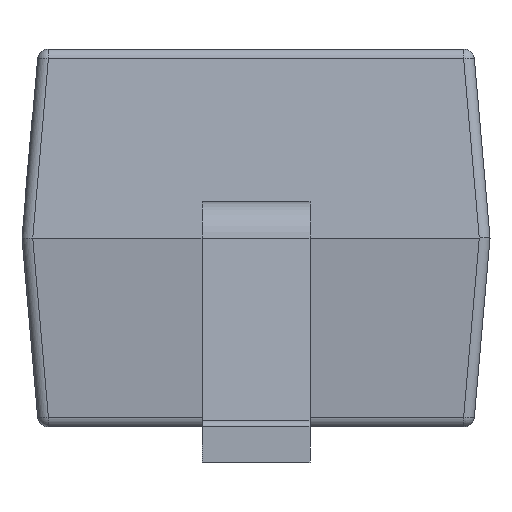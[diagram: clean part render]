
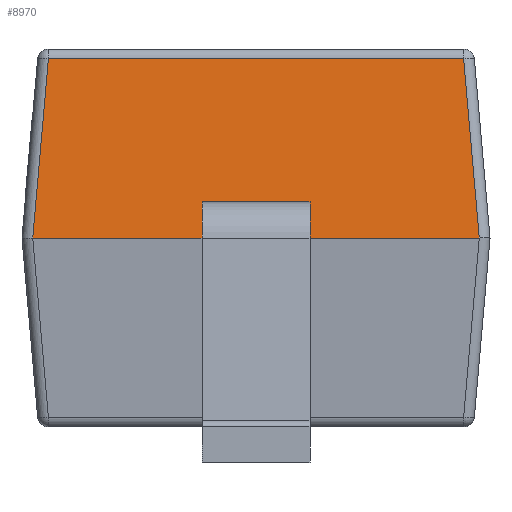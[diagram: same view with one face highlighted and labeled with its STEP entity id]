
A CAD part, left-side view. The second image highlights one B-rep face of the part: STEP entity #8970.
In plain terms, the highlighted planar face has unit normal (-0.996, 0, 0.087).
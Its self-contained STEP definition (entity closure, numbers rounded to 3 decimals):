
#229 = CARTESIAN_POINT ( 'NONE',  ( -0.89, 0.65, 0. ) ) ;
#378 = CARTESIAN_POINT ( 'NONE',  ( -0.88, -0.611, 0.109 ) ) ;
#516 = DIRECTION ( 'NONE',  ( 0.087, 0., 0.996 ) ) ;
#621 = VECTOR ( 'NONE', #4376, 1000. ) ;
#1281 = LINE ( 'NONE', #6688, #2117 ) ;
#1506 = CARTESIAN_POINT ( 'NONE',  ( -0.846, 0.604, 0.498 ) ) ;
#1692 = DIRECTION ( 'NONE',  ( -0.996, 0., 0.087 ) ) ;
#1723 = DIRECTION ( 'NONE',  ( 0.087, 0., 0.996 ) ) ;
#2117 = VECTOR ( 'NONE', #516, 1000. ) ;
#2197 = LINE ( 'NONE', #8697, #8136 ) ;
#2361 = VERTEX_POINT ( 'NONE', #6530 ) ;
#2861 = ORIENTED_EDGE ( 'NONE', *, *, #11110, .T. ) ;
#3232 = CARTESIAN_POINT ( 'NONE',  ( -0.89, 0.65, 0. ) ) ;
#3464 = LINE ( 'NONE', #378, #10115 ) ;
#3821 = DIRECTION ( 'NONE',  ( 0.087, 0., 0.996 ) ) ;
#3890 = CARTESIAN_POINT ( 'NONE',  ( -0.89, 0.65, 0. ) ) ;
#3994 = CARTESIAN_POINT ( 'NONE',  ( -0.89, 0.15, 0. ) ) ;
#4161 = ORIENTED_EDGE ( 'NONE', *, *, #4734, .T. ) ;
#4376 = DIRECTION ( 'NONE',  ( 0., -1., 0. ) ) ;
#4734 = EDGE_CURVE ( 'NONE', #7983, #2361, #12966, .T. ) ;
#5109 = CARTESIAN_POINT ( 'NONE',  ( -0.89, 0.62, 0. ) ) ;
#5422 = EDGE_CURVE ( 'NONE', #2361, #5615, #7335, .T. ) ;
#5615 = VERTEX_POINT ( 'NONE', #5109 ) ;
#5723 = VERTEX_POINT ( 'NONE', #9600 ) ;
#5815 = DIRECTION ( 'NONE',  ( 0., 1., 0. ) ) ;
#6259 = LINE ( 'NONE', #3232, #10770 ) ;
#6285 = VERTEX_POINT ( 'NONE', #6917 ) ;
#6461 = DIRECTION ( 'NONE',  ( 0., -1., 0. ) ) ;
#6501 = DIRECTION ( 'NONE',  ( 0., -1., 0. ) ) ;
#6530 = CARTESIAN_POINT ( 'NONE',  ( -0.846, 0.577, 0.498 ) ) ;
#6683 = CARTESIAN_POINT ( 'NONE',  ( -0.881, -0.15, 0.1 ) ) ;
#6688 = CARTESIAN_POINT ( 'NONE',  ( -0.89, -0.15, 0. ) ) ;
#6917 = CARTESIAN_POINT ( 'NONE',  ( -0.89, 0.15, 0. ) ) ;
#7024 = EDGE_CURVE ( 'NONE', #7197, #9869, #2197, .T. ) ;
#7197 = VERTEX_POINT ( 'NONE', #9526 ) ;
#7335 = LINE ( 'NONE', #8565, #12041 ) ;
#7491 = LINE ( 'NONE', #229, #621 ) ;
#7789 = AXIS2_PLACEMENT_3D ( 'NONE', #3890, #1692, #3821 ) ;
#7983 = VERTEX_POINT ( 'NONE', #11387 ) ;
#8136 = VECTOR ( 'NONE', #6501, 1000. ) ;
#8418 = EDGE_CURVE ( 'NONE', #5723, #11697, #7491, .T. ) ;
#8565 = CARTESIAN_POINT ( 'NONE',  ( -0.89, 0.62, -0.003 ) ) ;
#8670 = ORIENTED_EDGE ( 'NONE', *, *, #13087, .T. ) ;
#8697 = CARTESIAN_POINT ( 'NONE',  ( -0.881, 0.65, 0.1 ) ) ;
#8706 = VECTOR ( 'NONE', #5815, 1000. ) ;
#8847 = ORIENTED_EDGE ( 'NONE', *, *, #7024, .T. ) ;
#8970 = ADVANCED_FACE ( 'NONE', ( #10065 ), #11161, .T. ) ;
#9526 = CARTESIAN_POINT ( 'NONE',  ( -0.881, 0.15, 0.1 ) ) ;
#9600 = CARTESIAN_POINT ( 'NONE',  ( -0.89, -0.15, 0. ) ) ;
#9674 = ORIENTED_EDGE ( 'NONE', *, *, #5422, .T. ) ;
#9851 = EDGE_LOOP ( 'NONE', ( #4161, #9674, #2861, #8670, #8847, #10316, #13396, #10723 ) ) ;
#9869 = VERTEX_POINT ( 'NONE', #6683 ) ;
#9986 = VECTOR ( 'NONE', #1723, 1000. ) ;
#10065 = FACE_OUTER_BOUND ( 'NONE', #9851, .T. ) ;
#10115 = VECTOR ( 'NONE', #13158, 1000. ) ;
#10316 = ORIENTED_EDGE ( 'NONE', *, *, #11735, .F. ) ;
#10723 = ORIENTED_EDGE ( 'NONE', *, *, #10792, .T. ) ;
#10770 = VECTOR ( 'NONE', #6461, 1000. ) ;
#10792 = EDGE_CURVE ( 'NONE', #11697, #7983, #3464, .T. ) ;
#11092 = CARTESIAN_POINT ( 'NONE',  ( -0.89, -0.62, 0. ) ) ;
#11110 = EDGE_CURVE ( 'NONE', #5615, #6285, #6259, .T. ) ;
#11161 = PLANE ( 'NONE',  #7789 ) ;
#11387 = CARTESIAN_POINT ( 'NONE',  ( -0.846, -0.577, 0.498 ) ) ;
#11554 = DIRECTION ( 'NONE',  ( -0.087, 0.087, -0.992 ) ) ;
#11697 = VERTEX_POINT ( 'NONE', #11092 ) ;
#11735 = EDGE_CURVE ( 'NONE', #5723, #9869, #1281, .T. ) ;
#12041 = VECTOR ( 'NONE', #11554, 1000. ) ;
#12966 = LINE ( 'NONE', #1506, #8706 ) ;
#13087 = EDGE_CURVE ( 'NONE', #6285, #7197, #13452, .T. ) ;
#13158 = DIRECTION ( 'NONE',  ( 0.087, 0.087, 0.992 ) ) ;
#13396 = ORIENTED_EDGE ( 'NONE', *, *, #8418, .T. ) ;
#13452 = LINE ( 'NONE', #3994, #9986 ) ;
